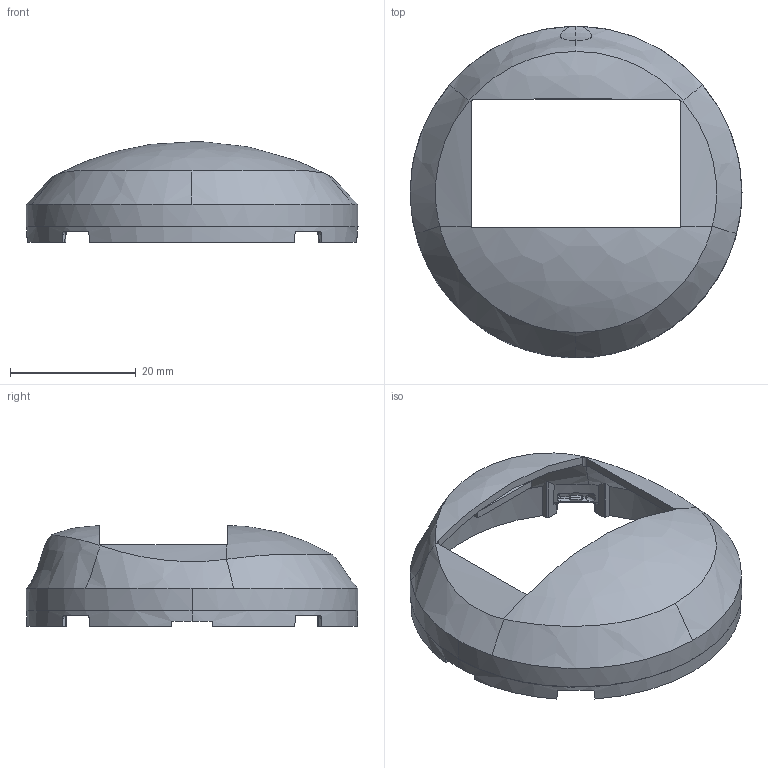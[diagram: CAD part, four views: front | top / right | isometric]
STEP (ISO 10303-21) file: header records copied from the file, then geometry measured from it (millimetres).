
FILE_DESCRIPTION(('CATIA V5 STEP Exchange','CAx-IF Rec.Pracs.--- Model Styling and Organization---1.5--- 2016-08-15','CAx-IF Rec.Pracs.---Supplemental Geometry---1.0---2011-11-01','CAx-IF Rec.Pracs.--- Composite Materials ---1.1---2010-07-15'),'2;1');
FILE_NAME('CB0051 _AllCATPart.stp','2024-02-14T09:17:40+00:00',('none'),('none'),'CATIA Version 5-6 Release 2020 SP3','CATIA V5 STEP AP214 v2','none');
FILE_SCHEMA(('AUTOMOTIVE_DESIGN { 1 0 10303 214 1 1 1 1 }'));
Length unit declared in the file: millimetre
Products named in the file (1): CB0051 _AllCATPart
Bounding box: 52.77 x 52.75 x 16.05 mm (x, y, z)
Volume: 3905.3 mm3; surface area: 6390 mm2
Topology: 2 solids, 2 shells, 330 faces, 921 edges, 592 vertices
Faces by surface type: bspline 146, plane 95, cylinder 67, cone 17, torus 4, extrusion 1
Entity records: 17143 total; most frequent: CARTESIAN_POINT 10559, ORIENTED_EDGE 1834, EDGE_CURVE 917, B_SPLINE_CURVE_WITH_KNOTS 654, VERTEX_POINT 592, DIRECTION 565, EDGE_LOOP 339, ADVANCED_FACE 330
